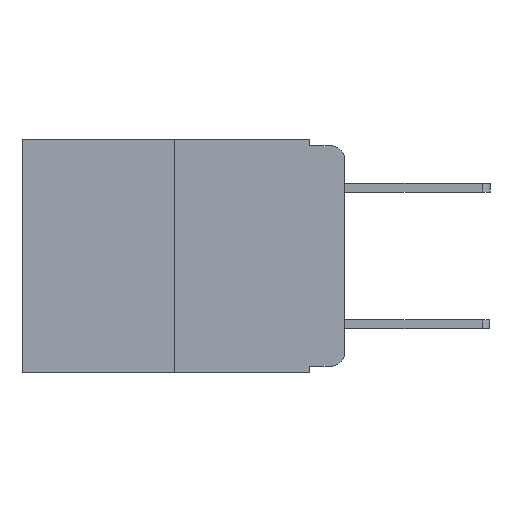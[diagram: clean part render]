
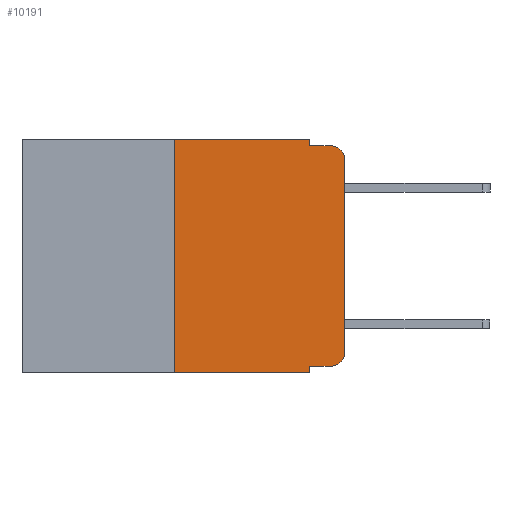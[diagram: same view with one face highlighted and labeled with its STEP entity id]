
A CAD part, left-side view. The second image highlights one B-rep face of the part: STEP entity #10191.
In plain terms, the highlighted planar face has unit normal (-1, 0, 0).
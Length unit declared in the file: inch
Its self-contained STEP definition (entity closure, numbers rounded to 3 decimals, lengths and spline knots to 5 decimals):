
#625 = CARTESIAN_POINT ( 'NONE',  ( 0., 0.473, 0. ) ) ;
#675 = VERTEX_POINT ( 'NONE', #16688 ) ;
#678 = VECTOR ( 'NONE', #19451, 39.37008 ) ;
#718 = DIRECTION ( 'NONE',  ( 0., 0., -1. ) ) ;
#854 = CARTESIAN_POINT ( 'NONE',  ( 0., 0.02, -0.313 ) ) ;
#867 = EDGE_CURVE ( 'NONE', #23490, #1774, #6103, .T. ) ;
#1774 = VERTEX_POINT ( 'NONE', #2133 ) ;
#2133 = CARTESIAN_POINT ( 'NONE',  ( 0., 0.25, 0. ) ) ;
#2603 = VERTEX_POINT ( 'NONE', #22820 ) ;
#2989 = DIRECTION ( 'NONE',  ( 0., 0., -1. ) ) ;
#3117 = VERTEX_POINT ( 'NONE', #19000 ) ;
#3183 = LINE ( 'NONE', #19239, #18574 ) ;
#3858 = EDGE_CURVE ( 'NONE', #22608, #21393, #3183, .T. ) ;
#4153 = LINE ( 'NONE', #23279, #14242 ) ;
#4305 = DIRECTION ( 'NONE',  ( 0., 0., 1. ) ) ;
#4740 = ORIENTED_EDGE ( 'NONE', *, *, #6160, .T. ) ;
#4752 = CARTESIAN_POINT ( 'NONE',  ( 0., 0.25, 0. ) ) ;
#5431 = CARTESIAN_POINT ( 'NONE',  ( 0., 0.473, -0.343 ) ) ;
#5534 = AXIS2_PLACEMENT_3D ( 'NONE', #854, #15066, #2989 ) ;
#6103 = LINE ( 'NONE', #4752, #16204 ) ;
#6160 = EDGE_CURVE ( 'NONE', #23490, #3117, #17497, .T. ) ;
#6454 = DIRECTION ( 'NONE',  ( -1., 0., 0. ) ) ;
#6634 = CARTESIAN_POINT ( 'NONE',  ( 0., 0.051, 0. ) ) ;
#6824 = PLANE ( 'NONE',  #18522 ) ;
#7290 = ORIENTED_EDGE ( 'NONE', *, *, #8708, .F. ) ;
#8352 = EDGE_LOOP ( 'NONE', ( #25479, #11764, #15338, #21395, #24160, #8509, #4740, #7290, #25677, #25824 ) ) ;
#8509 = ORIENTED_EDGE ( 'NONE', *, *, #867, .F. ) ;
#8556 = EDGE_CURVE ( 'NONE', #18115, #2603, #4153, .T. ) ;
#8708 = EDGE_CURVE ( 'NONE', #22608, #3117, #15829, .T. ) ;
#10191 = ADVANCED_FACE ( 'NONE', ( #20452 ), #6824, .F. ) ;
#10700 = VECTOR ( 'NONE', #24094, 39.37008 ) ;
#10863 = CIRCLE ( 'NONE', #5534, 0.02 ) ;
#10989 = CARTESIAN_POINT ( 'NONE',  ( 0., 0.051, 0. ) ) ;
#11314 = EDGE_CURVE ( 'NONE', #22899, #675, #16100, .T. ) ;
#11764 = ORIENTED_EDGE ( 'NONE', *, *, #15699, .T. ) ;
#11941 = CIRCLE ( 'NONE', #19317, 0.02 ) ;
#12000 = CARTESIAN_POINT ( 'NONE',  ( 0., 0.051, 0. ) ) ;
#12585 = CARTESIAN_POINT ( 'NONE',  ( 0., 0.473, 0. ) ) ;
#12899 = DIRECTION ( 'NONE',  ( 1., 0., 0. ) ) ;
#13028 = DIRECTION ( 'NONE',  ( 0., 0., -1. ) ) ;
#14044 = DIRECTION ( 'NONE',  ( 0., 0., -1. ) ) ;
#14242 = VECTOR ( 'NONE', #25215, 39.37008 ) ;
#14493 = EDGE_CURVE ( 'NONE', #19995, #18115, #23013, .T. ) ;
#15066 = DIRECTION ( 'NONE',  ( -1., 0., 0. ) ) ;
#15327 = DIRECTION ( 'NONE',  ( 0., -1., 0. ) ) ;
#15338 = ORIENTED_EDGE ( 'NONE', *, *, #8556, .F. ) ;
#15699 = EDGE_CURVE ( 'NONE', #675, #2603, #11941, .T. ) ;
#15829 = LINE ( 'NONE', #12000, #25496 ) ;
#16100 = LINE ( 'NONE', #20174, #10700 ) ;
#16204 = VECTOR ( 'NONE', #4305, 39.37008 ) ;
#16564 = LINE ( 'NONE', #12585, #22368 ) ;
#16688 = CARTESIAN_POINT ( 'NONE',  ( 0., 0., -0.03 ) ) ;
#16796 = CARTESIAN_POINT ( 'NONE',  ( 0., 0.051, -0.01 ) ) ;
#16839 = CARTESIAN_POINT ( 'NONE',  ( 0., 0., -0.313 ) ) ;
#17246 = CARTESIAN_POINT ( 'NONE',  ( 0., 0.25, -0.343 ) ) ;
#17497 = LINE ( 'NONE', #5431, #678 ) ;
#18115 = VERTEX_POINT ( 'NONE', #16796 ) ;
#18480 = CARTESIAN_POINT ( 'NONE',  ( 0., 0.02, -0.03 ) ) ;
#18522 = AXIS2_PLACEMENT_3D ( 'NONE', #625, #12899, #718 ) ;
#18574 = VECTOR ( 'NONE', #15327, 39.37008 ) ;
#19000 = CARTESIAN_POINT ( 'NONE',  ( 0., 0.051, -0.343 ) ) ;
#19239 = CARTESIAN_POINT ( 'NONE',  ( 0., 0.051, -0.333 ) ) ;
#19317 = AXIS2_PLACEMENT_3D ( 'NONE', #18480, #6454, #20461 ) ;
#19451 = DIRECTION ( 'NONE',  ( 0., -1., 0. ) ) ;
#19765 = CARTESIAN_POINT ( 'NONE',  ( 0., 0.051, -0.333 ) ) ;
#19995 = VERTEX_POINT ( 'NONE', #6634 ) ;
#20174 = CARTESIAN_POINT ( 'NONE',  ( 0., 0., 0. ) ) ;
#20452 = FACE_OUTER_BOUND ( 'NONE', #8352, .T. ) ;
#20461 = DIRECTION ( 'NONE',  ( 0., 0., -1. ) ) ;
#21393 = VERTEX_POINT ( 'NONE', #24812 ) ;
#21395 = ORIENTED_EDGE ( 'NONE', *, *, #14493, .F. ) ;
#22368 = VECTOR ( 'NONE', #24349, 39.37008 ) ;
#22608 = VERTEX_POINT ( 'NONE', #19765 ) ;
#22820 = CARTESIAN_POINT ( 'NONE',  ( 0., 0.02, -0.01 ) ) ;
#22899 = VERTEX_POINT ( 'NONE', #16839 ) ;
#23013 = LINE ( 'NONE', #10989, #23606 ) ;
#23279 = CARTESIAN_POINT ( 'NONE',  ( 0., 0.051, -0.01 ) ) ;
#23490 = VERTEX_POINT ( 'NONE', #17246 ) ;
#23606 = VECTOR ( 'NONE', #13028, 39.37008 ) ;
#24094 = DIRECTION ( 'NONE',  ( 0., 0., 1. ) ) ;
#24160 = ORIENTED_EDGE ( 'NONE', *, *, #24533, .F. ) ;
#24349 = DIRECTION ( 'NONE',  ( 0., -1., 0. ) ) ;
#24533 = EDGE_CURVE ( 'NONE', #1774, #19995, #16564, .T. ) ;
#24753 = EDGE_CURVE ( 'NONE', #21393, #22899, #10863, .T. ) ;
#24812 = CARTESIAN_POINT ( 'NONE',  ( 0., 0.02, -0.333 ) ) ;
#25215 = DIRECTION ( 'NONE',  ( 0., -1., 0. ) ) ;
#25479 = ORIENTED_EDGE ( 'NONE', *, *, #11314, .T. ) ;
#25496 = VECTOR ( 'NONE', #14044, 39.37008 ) ;
#25677 = ORIENTED_EDGE ( 'NONE', *, *, #3858, .T. ) ;
#25824 = ORIENTED_EDGE ( 'NONE', *, *, #24753, .T. ) ;
